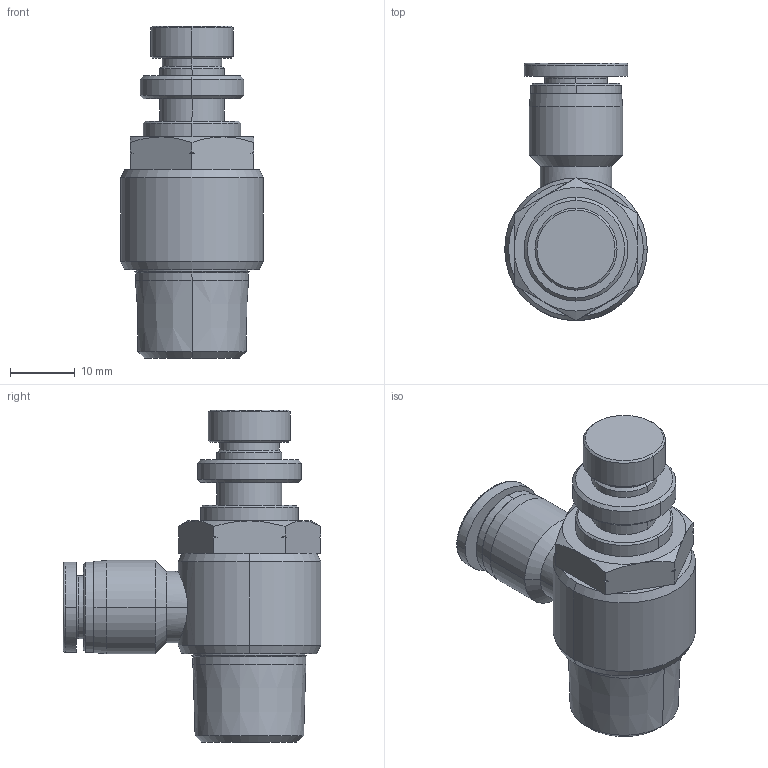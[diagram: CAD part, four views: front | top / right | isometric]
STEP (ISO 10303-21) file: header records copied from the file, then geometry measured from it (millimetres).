
FILE_DESCRIPTION((''),'2;1');
FILE_NAME('NSE5-16N03-MDT.stp','2017-07-07T16:50:59',(''),(''),'Mechanical Desktop 2009','Mechanical Desktop 2009',', , ');
FILE_SCHEMA(('CONFIG_CONTROL_DESIGN'));
Length unit declared in the file: millimetre
Products named in the file (11): NSE5-16N03-MDT; ~PART1; PART1; ~~~PART1; A$C43CE51C0; A$C11D06E90; A$C3C0336A2; A$C154D0EFB; A$C714E24E7; A$C6C9868F3; A$C23982F68
Assembly tree (10 placements, depth 2):
  NSE5-16N03-MDT
    ~PART1
    PART1
    ~~~PART1
    A$C43CE51C0
    A$C11D06E90
    A$C3C0336A2
    A$C154D0EFB
    A$C714E24E7
    A$C6C9868F3
    A$C23982F68
Bounding box: 22 x 39.7 x 51.2 mm (x, y, z)
Volume: 14357.1 mm3; surface area: 6579.9 mm2
Topology: 4 solids, 4 shells, 109 faces, 228 edges, 137 vertices
Faces by surface type: cone 48, cylinder 32, plane 24, bspline 5
Entity records: 3451 total; most frequent: CARTESIAN_POINT 949, DIRECTION 522, ORIENTED_EDGE 456, EDGE_CURVE 228, AXIS2_PLACEMENT_3D 220, VERTEX_POINT 137, EDGE_LOOP 121, FACE_OUTER_BOUND 109
